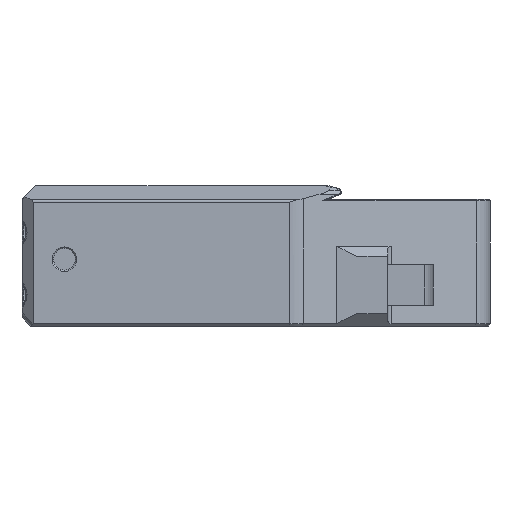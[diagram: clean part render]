
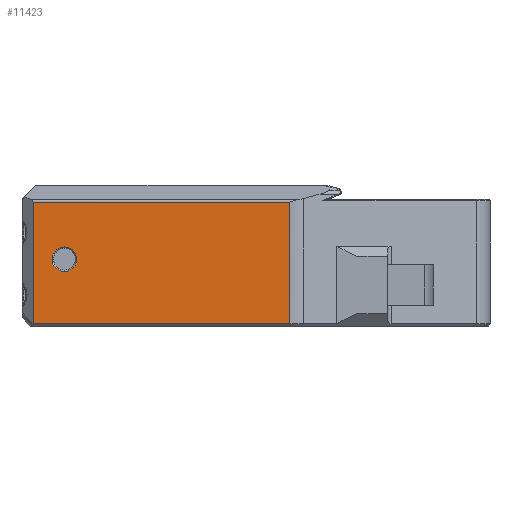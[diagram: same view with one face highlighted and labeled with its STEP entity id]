
A CAD part, left-side view. The second image highlights one B-rep face of the part: STEP entity #11423.
In plain terms, the highlighted planar face has unit normal (-1, 0, 0).
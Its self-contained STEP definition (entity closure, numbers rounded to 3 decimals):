
#150=ELLIPSE('',#12339,1.83,1.);
#204=FACE_BOUND('',#1667,.T.);
#656=PLANE('',#12338);
#993=FACE_OUTER_BOUND('',#1666,.T.);
#1666=EDGE_LOOP('',(#8205,#8206,#8207,#8208,#8209));
#1667=EDGE_LOOP('',(#8210));
#2521=CIRCLE('',#12340,1.8);
#2950=LINE('',#17581,#3988);
#2957=LINE('',#17599,#3995);
#2958=LINE('',#17600,#3996);
#2959=LINE('',#17603,#3997);
#3988=VECTOR('',#13883,10.);
#3995=VECTOR('',#13896,10.);
#3996=VECTOR('',#13897,10.);
#3997=VECTOR('',#13900,10.);
#5221=VERTEX_POINT('',#17579);
#5222=VERTEX_POINT('',#17580);
#5229=VERTEX_POINT('',#17597);
#5230=VERTEX_POINT('',#17598);
#5231=VERTEX_POINT('',#17601);
#5232=VERTEX_POINT('',#17604);
#6357=EDGE_CURVE('',#5221,#5222,#2950,.T.);
#6366=EDGE_CURVE('',#5229,#5230,#2957,.T.);
#6367=EDGE_CURVE('',#5230,#5221,#2958,.T.);
#6368=EDGE_CURVE('',#5231,#5222,#150,.T.);
#6369=EDGE_CURVE('',#5229,#5231,#2959,.T.);
#6370=EDGE_CURVE('',#5232,#5232,#2521,.T.);
#8205=ORIENTED_EDGE('',*,*,#6366,.T.);
#8206=ORIENTED_EDGE('',*,*,#6367,.T.);
#8207=ORIENTED_EDGE('',*,*,#6357,.T.);
#8208=ORIENTED_EDGE('',*,*,#6368,.F.);
#8209=ORIENTED_EDGE('',*,*,#6369,.F.);
#8210=ORIENTED_EDGE('',*,*,#6370,.F.);
#11423=ADVANCED_FACE('',(#993,#204),#656,.F.);
#12338=AXIS2_PLACEMENT_3D('',#17596,#13894,#13895);
#12339=AXIS2_PLACEMENT_3D('',#17602,#13898,#13899);
#12340=AXIS2_PLACEMENT_3D('',#17605,#13901,#13902);
#13883=DIRECTION('',(0.,0.,-1.));
#13894=DIRECTION('center_axis',(1.,0.,0.));
#13895=DIRECTION('ref_axis',(0.,-1.,0.));
#13896=DIRECTION('',(0.,0.,1.));
#13897=DIRECTION('',(0.,1.,0.));
#13898=DIRECTION('center_axis',(1.,0.,0.));
#13899=DIRECTION('ref_axis',(0.,0.707,0.707));
#13900=DIRECTION('',(0.,1.,0.));
#13901=DIRECTION('center_axis',(-1.,0.,0.));
#13902=DIRECTION('ref_axis',(0.,0.,
-1.));
#17579=CARTESIAN_POINT('',(-78.704,36.081,12.009));
#17580=CARTESIAN_POINT('',(-78.704,36.081,-5.773));
#17581=CARTESIAN_POINT('',(-78.704,36.081,3.109));
#17596=CARTESIAN_POINT('Origin',(-78.704,51.441,12.409));
#17597=CARTESIAN_POINT('',(-78.704,-1.515,-5.791));
#17598=CARTESIAN_POINT('',(-78.704,-1.515,12.009));
#17599=CARTESIAN_POINT('',(-78.704,-1.515,12.409));
#17600=CARTESIAN_POINT('',(-78.704,37.7,12.009));
#17601=CARTESIAN_POINT('',(-78.704,36.081,-5.791));
#17602=CARTESIAN_POINT('Origin',(-78.704,34.607,-6.569));
#17603=CARTESIAN_POINT('',(-78.704,27.19,-5.791));
#17604=CARTESIAN_POINT('',(-78.704,31.482,5.438));
#17605=CARTESIAN_POINT('Origin',(-78.704,31.482,3.638));
